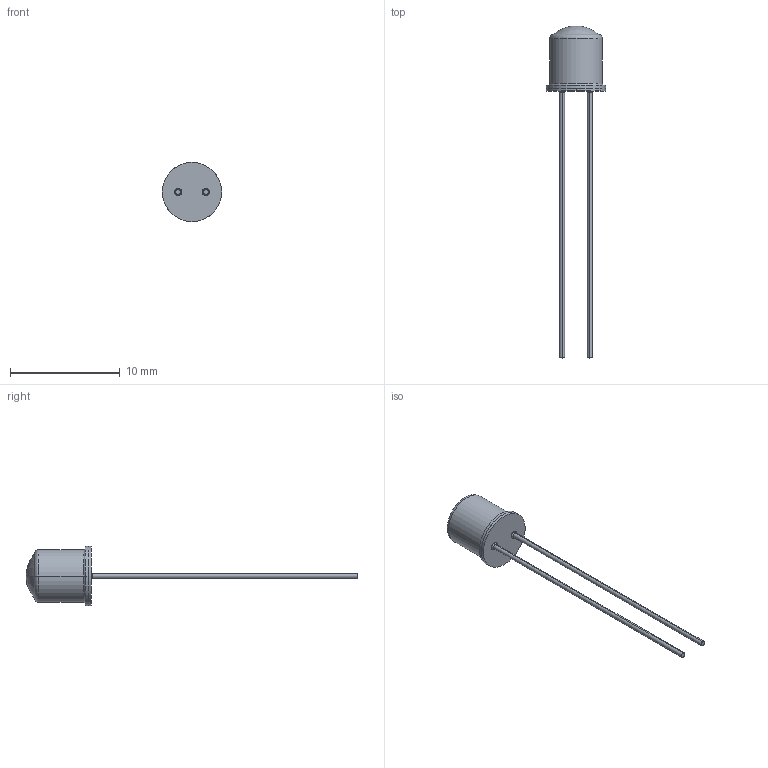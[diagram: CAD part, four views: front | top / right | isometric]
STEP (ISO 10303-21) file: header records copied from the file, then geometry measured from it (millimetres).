
FILE_DESCRIPTION (( 'STEP AP203' ), '1' );
FILE_NAME ('TO-46Yel.STEP', '2020-07-01T19:52:44', ( '' ), ( '' ), 'SwSTEP 2.0', 'SolidWorks 2017', '' );
FILE_SCHEMA (( 'CONFIG_CONTROL_DESIGN' ));
Length unit declared in the file: inch
Products named in the file (4): TO-46Yel; 30370-003; 10707-035; 30259-012
Assembly tree (3 placements, depth 2):
  TO-46Yel
    30370-003
    30259-012
    10707-035
Bounding box: 5.38 x 30.2 x 5.38 mm (x, y, z)
Volume: 54.5 mm3; surface area: 318.8 mm2
Topology: 3 solids, 3 shells, 56 faces, 108 edges, 65 vertices
Faces by surface type: torus 20, cylinder 18, plane 16, sphere 2
Entity records: 1864 total; most frequent: DIRECTION 310, CARTESIAN_POINT 235, ORIENTED_EDGE 216, AXIS2_PLACEMENT_3D 140, EDGE_CURVE 108, CIRCLE 78, VERTEX_POINT 65, EDGE_LOOP 63
